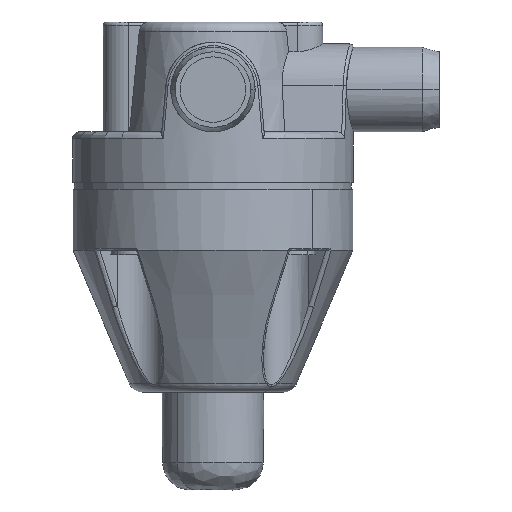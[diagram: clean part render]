
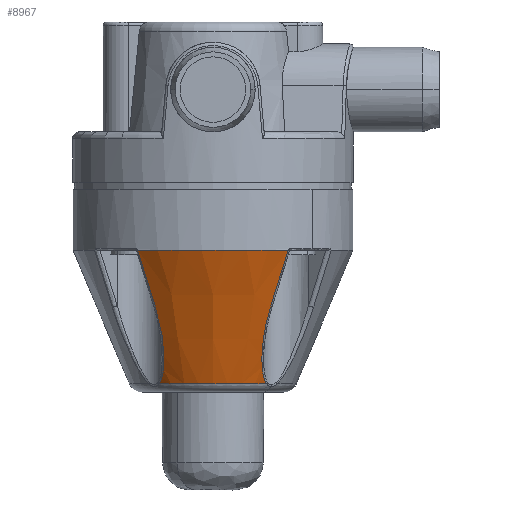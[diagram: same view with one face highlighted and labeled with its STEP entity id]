
A CAD part, front view. The second image highlights one B-rep face of the part: STEP entity #8967.
In plain terms, the highlighted conical face has half-angle 23 degrees and reference radius 33.103 mm.
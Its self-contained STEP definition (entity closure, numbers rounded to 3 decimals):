
#3028=CARTESIAN_POINT('',(0.,0.,-59.563));
#3029=DIRECTION('',(0.,0.,1.));
#3030=DIRECTION('',(-0.643,-0.766,0.));
#3031=AXIS2_PLACEMENT_3D('',#3028,#3029,#3030);
#3038=CARTESIAN_POINT('',(15.886,-18.922,
-59.563));
#3054=CARTESIAN_POINT('',(15.886,-18.922,
-59.563));
#3055=CARTESIAN_POINT('',(15.786,-19.083,
-59.425));
#3056=CARTESIAN_POINT('',(15.59,-19.416,
-59.111));
#3057=CARTESIAN_POINT('',(15.32,-19.952,
-58.511));
#3058=CARTESIAN_POINT('',(15.077,-20.524,
-57.776));
#3059=CARTESIAN_POINT('',(14.866,-21.134,
-56.9));
#3060=CARTESIAN_POINT('',(14.694,-21.779,
-55.877));
#3061=CARTESIAN_POINT('',(14.565,-22.468,
-54.69));
#3062=CARTESIAN_POINT('',(14.489,-23.206,
-53.321));
#3063=CARTESIAN_POINT('',(14.476,-23.992,
-51.756));
#3064=CARTESIAN_POINT('',(14.542,-24.83,
-49.98));
#3065=CARTESIAN_POINT('',(14.702,-25.722,
-47.972));
#3066=CARTESIAN_POINT('',(14.984,-26.671,
-45.698));
#3067=CARTESIAN_POINT('',(15.42,-27.675,
-43.132));
#3068=CARTESIAN_POINT('',(16.057,-28.73,
-40.23));
#3069=CARTESIAN_POINT('',(16.671,-29.464,
-38.016));
#3070=CARTESIAN_POINT('',(17.038,-29.826,
-36.845));
#3077=CARTESIAN_POINT('',(0.,0.,-20.));
#3078=DIRECTION('',(0.,0.,1.));
#3079=DIRECTION('',(-0.537,-0.844,0.));
#3080=AXIS2_PLACEMENT_3D('',#3077,#3078,#3079);
#3121=CARTESIAN_POINT('',(17.038,-29.826,
-36.845));
#3122=CARTESIAN_POINT('',(17.615,-30.395,
-35.008));
#3123=CARTESIAN_POINT('',(18.772,-31.537,
-31.309));
#3124=CARTESIAN_POINT('',(20.52,-33.264,
-25.694));
#3125=CARTESIAN_POINT('',(21.694,-34.427,
-21.905));
#3126=CARTESIAN_POINT('',(22.283,-35.01,
-20.));
#3138=CARTESIAN_POINT('',(-22.283,-35.01,
-20.));
#3139=CARTESIAN_POINT('',(-21.694,-34.427,
-21.905));
#3140=CARTESIAN_POINT('',(-20.52,-33.265,
-25.694));
#3141=CARTESIAN_POINT('',(-18.772,-31.537,
-31.309));
#3142=CARTESIAN_POINT('',(-17.615,-30.395,
-35.008));
#3143=CARTESIAN_POINT('',(-17.038,-29.826,
-36.845));
#3165=CARTESIAN_POINT('',(-17.038,-29.826,
-36.845));
#3166=CARTESIAN_POINT('',(-16.671,-29.464,
-38.016));
#3167=CARTESIAN_POINT('',(-16.057,-28.73,
-40.231));
#3168=CARTESIAN_POINT('',(-15.42,-27.676,
-43.131));
#3169=CARTESIAN_POINT('',(-14.984,-26.671,
-45.698));
#3170=CARTESIAN_POINT('',(-14.703,-25.722,
-47.97));
#3171=CARTESIAN_POINT('',(-14.541,-24.83,
-49.981));
#3172=CARTESIAN_POINT('',(-14.476,-23.991,
-51.758));
#3173=CARTESIAN_POINT('',(-14.489,-23.205,
-53.322));
#3174=CARTESIAN_POINT('',(-14.565,-22.468,
-54.691));
#3175=CARTESIAN_POINT('',(-14.694,-21.777,
-55.88));
#3176=CARTESIAN_POINT('',(-14.867,-21.131,
-56.904));
#3177=CARTESIAN_POINT('',(-15.077,-20.523,
-57.779));
#3178=CARTESIAN_POINT('',(-15.32,-19.95,
-58.513));
#3179=CARTESIAN_POINT('',(-15.591,-19.415,
-59.112));
#3180=CARTESIAN_POINT('',(-15.786,-19.082,
-59.426));
#3181=CARTESIAN_POINT('',(-15.886,-18.922,
-59.563));
#3192=CARTESIAN_POINT('',(-15.886,-18.922,
-59.563));
#4370=VERTEX_POINT('',#3038);
#4375=VERTEX_POINT('',#3192);
#4378=VERTEX_POINT('',#3070);
#4380=VERTEX_POINT('',#3126);
#4381=VERTEX_POINT('',#3165);
#4382=VERTEX_POINT('',#3138);
#8950=CARTESIAN_POINT('',(0.,0.,-39.781));
#8951=DIRECTION('',(0.,0.,1.));
#8952=DIRECTION('',(0.707,-0.707,0.));
#8953=AXIS2_PLACEMENT_3D('',#8950,#8951,#8952);
#8954=CONICAL_SURFACE('',#8953,33.103,23.);
#8956=ORIENTED_EDGE('',*,*,#8955,.F.);
#8957=ORIENTED_EDGE('',*,*,#8940,.F.);
#8958=ORIENTED_EDGE('',*,*,#8747,.F.);
#8960=ORIENTED_EDGE('',*,*,#8959,.F.);
#8962=ORIENTED_EDGE('',*,*,#8961,.F.);
#8964=ORIENTED_EDGE('',*,*,#8963,.T.);
#8965=EDGE_LOOP('',(#8956,#8957,#8958,#8960,#8962,#8964));
#8966=FACE_OUTER_BOUND('',#8965,.F.);
#3032=CIRCLE('',#3031,24.707);
#3071=B_SPLINE_CURVE_WITH_KNOTS('',3,(#3054,#3055,#3056,#3057,#3058,#3059,#3060,
#3061,#3062,#3063,#3064,#3065,#3066,#3067,#3068,#3069,#3070),.UNSPECIFIED.,.F.,
.F.,(4,1,1,1,1,1,1,1,1,1,1,1,1,1,4),(0.,0.071,0.143,
0.214,0.286,0.357,0.429,0.5,
0.571,0.643,0.714,0.786,
0.857,0.929,1.),.UNSPECIFIED.);
#3081=CIRCLE('',#3080,41.5);
#3127=B_SPLINE_CURVE_WITH_KNOTS('',3,(#3121,#3122,#3123,#3124,#3125,#3126),
.UNSPECIFIED.,.F.,.F.,(4,1,1,4),(0.,0.333,0.667,1.),
.UNSPECIFIED.);
#3144=B_SPLINE_CURVE_WITH_KNOTS('',3,(#3138,#3139,#3140,#3141,#3142,#3143),
.UNSPECIFIED.,.F.,.F.,(4,1,1,4),(0.,0.333,0.667,1.),
.UNSPECIFIED.);
#3182=B_SPLINE_CURVE_WITH_KNOTS('',3,(#3165,#3166,#3167,#3168,#3169,#3170,#3171,
#3172,#3173,#3174,#3175,#3176,#3177,#3178,#3179,#3180,#3181),.UNSPECIFIED.,.F.,
.F.,(4,1,1,1,1,1,1,1,1,1,1,1,1,1,4),(0.,0.071,0.143,
0.214,0.286,0.357,0.429,0.5,
0.571,0.643,0.714,0.786,
0.857,0.929,1.),.UNSPECIFIED.);
#8747=EDGE_CURVE('',#4375,#4370,#3032,.T.);
#8940=EDGE_CURVE('',#4370,#4378,#3071,.T.);
#8955=EDGE_CURVE('',#4378,#4380,#3127,.T.);
#8959=EDGE_CURVE('',#4381,#4375,#3182,.T.);
#8961=EDGE_CURVE('',#4382,#4381,#3144,.T.);
#8963=EDGE_CURVE('',#4382,#4380,#3081,.T.);
#8967=ADVANCED_FACE('',(#8966),#8954,.T.);
